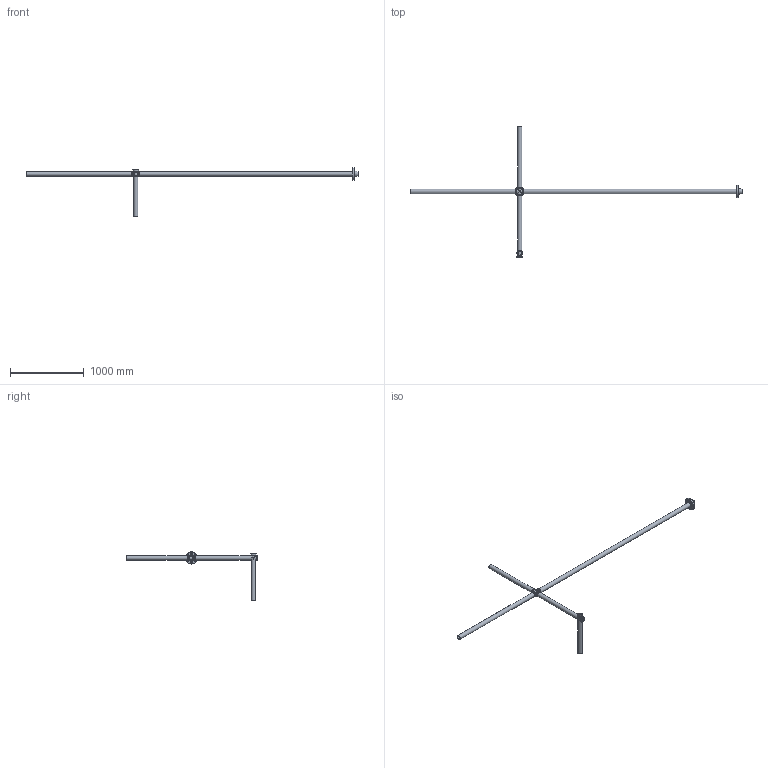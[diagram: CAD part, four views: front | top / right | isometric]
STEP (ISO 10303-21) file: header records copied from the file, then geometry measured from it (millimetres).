
FILE_DESCRIPTION(('Open CASCADE Model'),'2;1');
FILE_NAME('Open CASCADE Shape Model','2025-12-14T05:25:47',('Author'),( 'Open CASCADE'),'Open CASCADE STEP processor 7.8','Open CASCADE 7.8' ,'Unknown');
FILE_SCHEMA(('AUTOMOTIVE_DESIGN { 1 0 10303 214 1 1 1 1 }'));
Length unit declared in the file: millimetre
Products named in the file (9): Open CASCADE STEP translator 7.8 3; Open CASCADE STEP translator 7.8 3.1; Open CASCADE STEP translator 7.8 3.2; Open CASCADE STEP translator 7.8 3.3; Open CASCADE STEP translator 7.8 3.4; Open CASCADE STEP translator 7.8 3.5; Open CASCADE STEP translator 7.8 3.6; Open CASCADE STEP translator 7.8 3.7; Open CASCADE STEP translator 7.8 3.8
Assembly tree (8 placements, depth 2):
  Open CASCADE STEP translator 7.8 3
    Open CASCADE STEP translator 7.8 3.1
    Open CASCADE STEP translator 7.8 3.2
    Open CASCADE STEP translator 7.8 3.3
    Open CASCADE STEP translator 7.8 3.4
    Open CASCADE STEP translator 7.8 3.5
    Open CASCADE STEP translator 7.8 3.6
    Open CASCADE STEP translator 7.8 3.7
    Open CASCADE STEP translator 7.8 3.8
Bounding box: 4496 x 1768.8 x 654.15 mm (x, y, z)
Volume: 7466993.4 mm3; surface area: 2618576.3 mm2
Topology: 8 solids, 8 shells, 80 faces, 148 edges, 92 vertices
Faces by surface type: cylinder 45, plane 32, sphere 2, cone 1
Full cylindrical faces by diameter (mm): 19.05 x8, 49.22 x5, 51.7 x6, 52.578 x1, 60.3 x5, 61.45 x6, 62.8 x6, 75.31 x6, 91.948 x1, 165.1 x1
Entity records: 4392 total; most frequent: CARTESIAN_POINT 1053, DIRECTION 658, ORIENTED_EDGE 288, PCURVE 288, DEFINITIONAL_REPRESENTATION 288, LINE 226, VECTOR 226, AXIS2_PLACEMENT_3D 187
